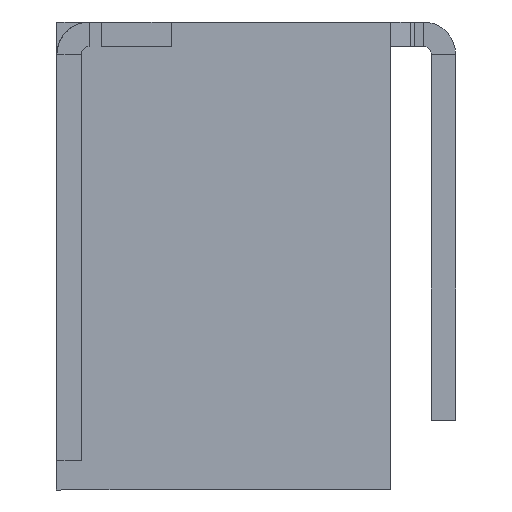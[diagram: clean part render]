
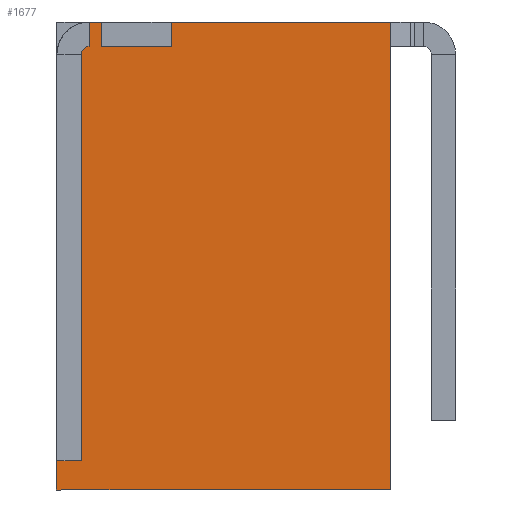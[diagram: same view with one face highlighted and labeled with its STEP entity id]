
A CAD part, left-side view. The second image highlights one B-rep face of the part: STEP entity #1677.
In plain terms, the highlighted planar face has unit normal (-1, 0, 0).
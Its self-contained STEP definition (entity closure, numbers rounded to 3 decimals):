
#27 = VERTEX_POINT ( 'NONE', #1585 ) ;
#29 = CARTESIAN_POINT ( 'NONE',  ( 311.305, 205.112, -5.4 ) ) ;
#51 = ORIENTED_EDGE ( 'NONE', *, *, #1530, .F. ) ;
#90 = LINE ( 'NONE', #898, #1155 ) ;
#134 = DIRECTION ( 'NONE',  ( 0., -1., 0. ) ) ;
#155 = DIRECTION ( 'NONE',  ( 0., 0., 1. ) ) ;
#156 = ORIENTED_EDGE ( 'NONE', *, *, #1549, .F. ) ;
#165 = LINE ( 'NONE', #290, #659 ) ;
#172 = ORIENTED_EDGE ( 'NONE', *, *, #627, .F. ) ;
#242 = DIRECTION ( 'NONE',  ( 0., 1., 0. ) ) ;
#250 = ORIENTED_EDGE ( 'NONE', *, *, #338, .T. ) ;
#257 = VERTEX_POINT ( 'NONE', #280 ) ;
#265 = VERTEX_POINT ( 'NONE', #1300 ) ;
#280 = CARTESIAN_POINT ( 'NONE',  ( 311.305, 200.999, 0. ) ) ;
#285 = EDGE_CURVE ( 'NONE', #1051, #788, #1318, .T. ) ;
#286 = LINE ( 'NONE', #1046, #794 ) ;
#290 = CARTESIAN_POINT ( 'NONE',  ( 311.305, 229.79, 0. ) ) ;
#291 = VERTEX_POINT ( 'NONE', #1719 ) ;
#298 = FACE_OUTER_BOUND ( 'NONE', #874, .T. ) ;
#325 = CARTESIAN_POINT ( 'NONE',  ( 311.305, 204.805, -0.373 ) ) ;
#338 = EDGE_CURVE ( 'NONE', #1508, #257, #1578, .T. ) ;
#372 = EDGE_CURVE ( 'NONE', #27, #291, #1649, .T. ) ;
#397 = LINE ( 'NONE', #1172, #761 ) ;
#403 = CARTESIAN_POINT ( 'NONE',  ( 311.305, 200.999, -5.758 ) ) ;
#407 = DIRECTION ( 'NONE',  ( 0., 0., 1. ) ) ;
#411 = CARTESIAN_POINT ( 'NONE',  ( 311.305, 204.805, -5.4 ) ) ;
#428 = LINE ( 'NONE', #29, #963 ) ;
#439 = ORIENTED_EDGE ( 'NONE', *, *, #285, .F. ) ;
#444 = CARTESIAN_POINT ( 'NONE',  ( 311.305, 204.794, -0.347 ) ) ;
#479 = EDGE_CURVE ( 'NONE', #868, #265, #1539, .T. ) ;
#524 = VERTEX_POINT ( 'NONE', #1273 ) ;
#545 = CARTESIAN_POINT ( 'NONE',  ( 311.305, 200.999, -5.758 ) ) ;
#554 = EDGE_CURVE ( 'NONE', #265, #1107, #90, .T. ) ;
#566 = DIRECTION ( 'NONE',  ( 0., -1., 0. ) ) ;
#573 = DIRECTION ( 'NONE',  ( 1., 0., 0. ) ) ;
#596 = LINE ( 'NONE', #1520, #1264 ) ;
#612 = VECTOR ( 'NONE', #407, 1000. ) ;
#616 = DIRECTION ( 'NONE',  ( 0., -1., 0. ) ) ;
#627 = EDGE_CURVE ( 'NONE', #524, #27, #286, .T. ) ;
#659 = VECTOR ( 'NONE', #812, 1000. ) ;
#662 = DIRECTION ( 'NONE',  ( 0., 0., 1. ) ) ;
#706 = VERTEX_POINT ( 'NONE', #1716 ) ;
#752 = AXIS2_PLACEMENT_3D ( 'NONE', #1226, #573, #837 ) ;
#761 = VECTOR ( 'NONE', #242, 1000. ) ;
#787 = CARTESIAN_POINT ( 'NONE',  ( 311.305, 205.105, -5.758 ) ) ;
#788 = VERTEX_POINT ( 'NONE', #1359 ) ;
#794 = VECTOR ( 'NONE', #134, 1000. ) ;
#806 = ORIENTED_EDGE ( 'NONE', *, *, #554, .T. ) ;
#809 = ORIENTED_EDGE ( 'NONE', *, *, #1333, .F. ) ;
#812 = DIRECTION ( 'NONE',  ( 0., -1., 0. ) ) ;
#817 = CARTESIAN_POINT ( 'NONE',  ( 311.305, 204.555, -0.3 ) ) ;
#837 = DIRECTION ( 'NONE',  ( 0., 0., -1. ) ) ;
#853 = VECTOR ( 'NONE', #662, 1000. ) ;
#859 = DIRECTION ( 'NONE',  ( 0., 0., -1. ) ) ;
#868 = VERTEX_POINT ( 'NONE', #1079 ) ;
#873 = LINE ( 'NONE', #1390, #1528 ) ;
#874 = EDGE_LOOP ( 'NONE', ( #809, #1576, #1482, #172, #51, #1314, #806, #156, #439, #1206, #250, #1144 ) ) ;
#898 = CARTESIAN_POINT ( 'NONE',  ( 311.305, 204.805, 0. ) ) ;
#938 = LINE ( 'NONE', #1066, #1657 ) ;
#960 = CARTESIAN_POINT ( 'NONE',  ( 311.305, 203.699, 0. ) ) ;
#963 = VECTOR ( 'NONE', #566, 1000. ) ;
#991 = CARTESIAN_POINT ( 'NONE',  ( 311.305, 204.731, -0.3 ) ) ;
#1046 = CARTESIAN_POINT ( 'NONE',  ( 311.305, 229.79, 0. ) ) ;
#1051 = VERTEX_POINT ( 'NONE', #787 ) ;
#1066 = CARTESIAN_POINT ( 'NONE',  ( 311.305, 204.705, -0.3 ) ) ;
#1079 = CARTESIAN_POINT ( 'NONE',  ( 311.305, 204.705, -0.3 ) ) ;
#1103 = CARTESIAN_POINT ( 'NONE',  ( 311.305, 204.705, -0.3 ) ) ;
#1107 = VERTEX_POINT ( 'NONE', #411 ) ;
#1135 = DIRECTION ( 'NONE',  ( 0., 0., 1. ) ) ;
#1144 = ORIENTED_EDGE ( 'NONE', *, *, #1648, .F. ) ;
#1155 = VECTOR ( 'NONE', #1292, 1000. ) ;
#1172 = CARTESIAN_POINT ( 'NONE',  ( 311.305, 0., -0.3 ) ) ;
#1197 = CARTESIAN_POINT ( 'NONE',  ( 311.305, 205.105, -5.758 ) ) ;
#1206 = ORIENTED_EDGE ( 'NONE', *, *, #1301, .T. ) ;
#1222 = VERTEX_POINT ( 'NONE', #960 ) ;
#1226 = CARTESIAN_POINT ( 'NONE',  ( 311.305, 229.79, -5.758 ) ) ;
#1264 = VECTOR ( 'NONE', #616, 1000. ) ;
#1273 = CARTESIAN_POINT ( 'NONE',  ( 311.305, 204.705, 0. ) ) ;
#1292 = DIRECTION ( 'NONE',  ( 0., 0., -1. ) ) ;
#1300 = CARTESIAN_POINT ( 'NONE',  ( 311.305, 204.805, -0.4 ) ) ;
#1301 = EDGE_CURVE ( 'NONE', #1051, #1508, #596, .T. ) ;
#1314 = ORIENTED_EDGE ( 'NONE', *, *, #479, .T. ) ;
#1318 = LINE ( 'NONE', #1197, #853 ) ;
#1333 = EDGE_CURVE ( 'NONE', #706, #1222, #873, .T. ) ;
#1359 = CARTESIAN_POINT ( 'NONE',  ( 311.305, 205.105, -5.4 ) ) ;
#1390 = CARTESIAN_POINT ( 'NONE',  ( 311.305, 203.699, 0. ) ) ;
#1429 = EDGE_CURVE ( 'NONE', #706, #291, #397, .T. ) ;
#1482 = ORIENTED_EDGE ( 'NONE', *, *, #372, .F. ) ;
#1488 = CARTESIAN_POINT ( 'NONE',  ( 311.305, 204.805, -0.4 ) ) ;
#1495 = CARTESIAN_POINT ( 'NONE',  ( 311.305, 204.758, -0.312 ) ) ;
#1508 = VERTEX_POINT ( 'NONE', #403 ) ;
#1520 = CARTESIAN_POINT ( 'NONE',  ( 311.305, 229.79, -5.758 ) ) ;
#1528 = VECTOR ( 'NONE', #1135, 1000. ) ;
#1530 = EDGE_CURVE ( 'NONE', #868, #524, #938, .T. ) ;
#1539 = B_SPLINE_CURVE_WITH_KNOTS ( 'NONE', 3,
 ( #1103, #991, #1495, #444, #325, #1488 ),
 .UNSPECIFIED., .F., .F.,
 ( 4, 2, 4 ),
 ( 0., 0.5, 1. ),
 .UNSPECIFIED. ) ;
#1549 = EDGE_CURVE ( 'NONE', #788, #1107, #428, .T. ) ;
#1576 = ORIENTED_EDGE ( 'NONE', *, *, #1429, .T. ) ;
#1578 = LINE ( 'NONE', #545, #612 ) ;
#1585 = CARTESIAN_POINT ( 'NONE',  ( 311.305, 204.555, 0. ) ) ;
#1612 = PLANE ( 'NONE',  #752 ) ;
#1648 = EDGE_CURVE ( 'NONE', #1222, #257, #165, .T. ) ;
#1649 = LINE ( 'NONE', #817, #1707 ) ;
#1657 = VECTOR ( 'NONE', #155, 1000. ) ;
#1677 = ADVANCED_FACE ( 'NONE', ( #298 ), #1612, .F. ) ;
#1707 = VECTOR ( 'NONE', #859, 1000. ) ;
#1716 = CARTESIAN_POINT ( 'NONE',  ( 311.305, 203.699, -0.3 ) ) ;
#1719 = CARTESIAN_POINT ( 'NONE',  ( 311.305, 204.555, -0.3 ) ) ;
